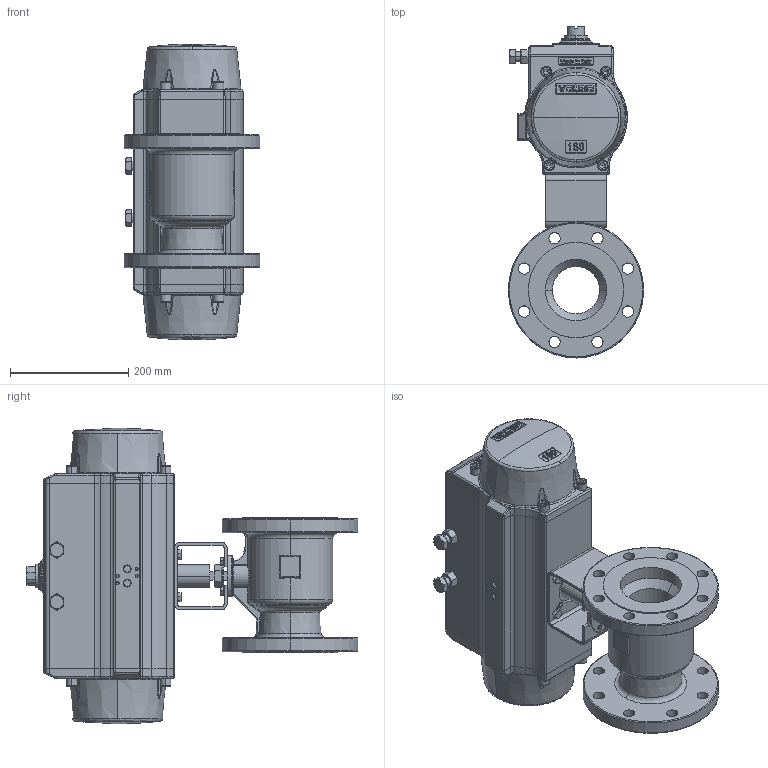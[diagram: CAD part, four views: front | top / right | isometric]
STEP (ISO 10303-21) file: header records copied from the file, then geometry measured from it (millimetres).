
FILE_DESCRIPTION (( 'STEP AP203' ), '1' );
FILE_NAME ('2000R-400_UT-5.STEP', '2018-01-18T15:21:25', ( '' ), ( '' ), 'SwSTEP 2.0', 'SolidWorks 2014', '' );
FILE_SCHEMA (( 'CONFIG_CONTROL_DESIGN' ));
Length unit declared in the file: inch
Products named in the file (1): 2000R-400_UT-5
Bounding box: 229.08 x 561.12 x 500 mm (x, y, z)
Surface area: 796536.3 mm2 (no closed solid volume)
Topology: 0 solids, 40 shells, 1210 faces, 4152 edges, 2827 vertices
Faces by surface type: plane 374, bspline 307, cylinder 299, cone 143, torus 47, sphere 40
Entity records: 78217 total; most frequent: CARTESIAN_POINT 46943, ORIENTED_EDGE 6515, DIRECTION 5364, EDGE_CURVE 4107, VERTEX_POINT 2827, AXIS2_PLACEMENT_3D 1965, B_SPLINE_CURVE_WITH_KNOTS 1463, LINE 1434
